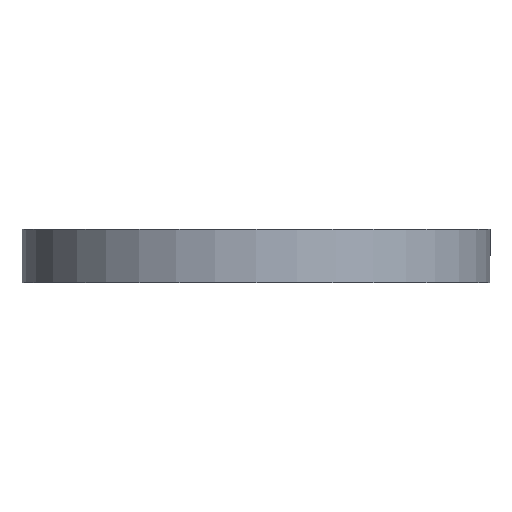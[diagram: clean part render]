
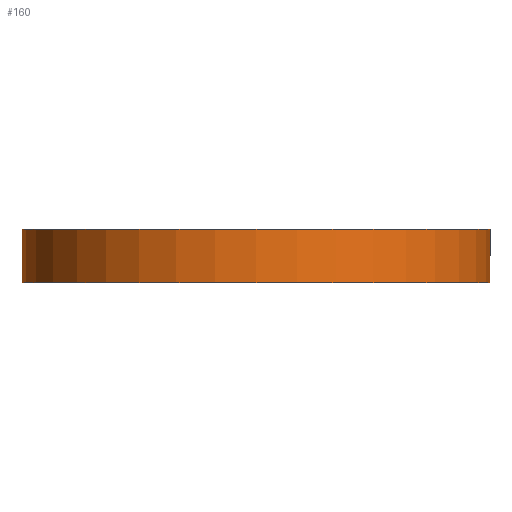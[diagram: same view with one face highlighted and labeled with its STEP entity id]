
A CAD part, front view. The second image highlights one B-rep face of the part: STEP entity #160.
In plain terms, the highlighted cylindrical face has radius 35 mm (diameter 70 mm), a partial arc.
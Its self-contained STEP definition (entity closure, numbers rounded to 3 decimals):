
#25 = CARTESIAN_POINT ( 'NONE',  ( 0., 0., -472. ) ) ;
#107 = FACE_OUTER_BOUND ( 'NONE', #955, .T. ) ;
#115 = ORIENTED_EDGE ( 'NONE', *, *, #936, .T. ) ;
#127 = EDGE_CURVE ( 'NONE', #1005, #219, #189, .T. ) ;
#160 = ADVANCED_FACE ( 'NONE', ( #107 ), #984, .T. ) ;
#174 = DIRECTION ( 'NONE',  ( 0., 0., 1. ) ) ;
#189 = LINE ( 'NONE', #196, #1011 ) ;
#196 = CARTESIAN_POINT ( 'NONE',  ( -35., 0., 0. ) ) ;
#219 = VERTEX_POINT ( 'NONE', #729 ) ;
#244 = VECTOR ( 'NONE', #803, 1000. ) ;
#248 = VERTEX_POINT ( 'NONE', #457 ) ;
#253 = ORIENTED_EDGE ( 'NONE', *, *, #127, .F. ) ;
#257 = LINE ( 'NONE', #1056, #244 ) ;
#295 = EDGE_CURVE ( 'NONE', #1005, #329, #895, .T. ) ;
#327 = DIRECTION ( 'NONE',  ( 0., 0., 1. ) ) ;
#329 = VERTEX_POINT ( 'NONE', #643 ) ;
#333 = ORIENTED_EDGE ( 'NONE', *, *, #819, .F. ) ;
#408 = DIRECTION ( 'NONE',  ( 1., 0., 0. ) ) ;
#417 = AXIS2_PLACEMENT_3D ( 'NONE', #25, #174, #896 ) ;
#457 = CARTESIAN_POINT ( 'NONE',  ( 35., 0., -464. ) ) ;
#459 = DIRECTION ( 'NONE',  ( 1., 0., 0. ) ) ;
#480 = CARTESIAN_POINT ( 'NONE',  ( -35., 0., -472. ) ) ;
#518 = CIRCLE ( 'NONE', #1100, 35. ) ;
#535 = DIRECTION ( 'NONE',  ( 0., 0., 1. ) ) ;
#549 = DIRECTION ( 'NONE',  ( 0., 0., 1. ) ) ;
#585 = AXIS2_PLACEMENT_3D ( 'NONE', #905, #535, #459 ) ;
#643 = CARTESIAN_POINT ( 'NONE',  ( 35., 0., -472. ) ) ;
#729 = CARTESIAN_POINT ( 'NONE',  ( -35., 0., -464. ) ) ;
#803 = DIRECTION ( 'NONE',  ( 0., 0., 1. ) ) ;
#819 = EDGE_CURVE ( 'NONE', #219, #248, #518, .T. ) ;
#895 = CIRCLE ( 'NONE', #417, 35. ) ;
#896 = DIRECTION ( 'NONE',  ( 1., 0., 0. ) ) ;
#905 = CARTESIAN_POINT ( 'NONE',  ( 0., 0., 0. ) ) ;
#912 = ORIENTED_EDGE ( 'NONE', *, *, #295, .T. ) ;
#936 = EDGE_CURVE ( 'NONE', #329, #248, #257, .T. ) ;
#955 = EDGE_LOOP ( 'NONE', ( #253, #912, #115, #333 ) ) ;
#984 = CYLINDRICAL_SURFACE ( 'NONE', #585, 35. ) ;
#1005 = VERTEX_POINT ( 'NONE', #480 ) ;
#1011 = VECTOR ( 'NONE', #549, 1000. ) ;
#1050 = CARTESIAN_POINT ( 'NONE',  ( 0., 0., -464. ) ) ;
#1056 = CARTESIAN_POINT ( 'NONE',  ( 35., 0., 0. ) ) ;
#1100 = AXIS2_PLACEMENT_3D ( 'NONE', #1050, #327, #408 ) ;
